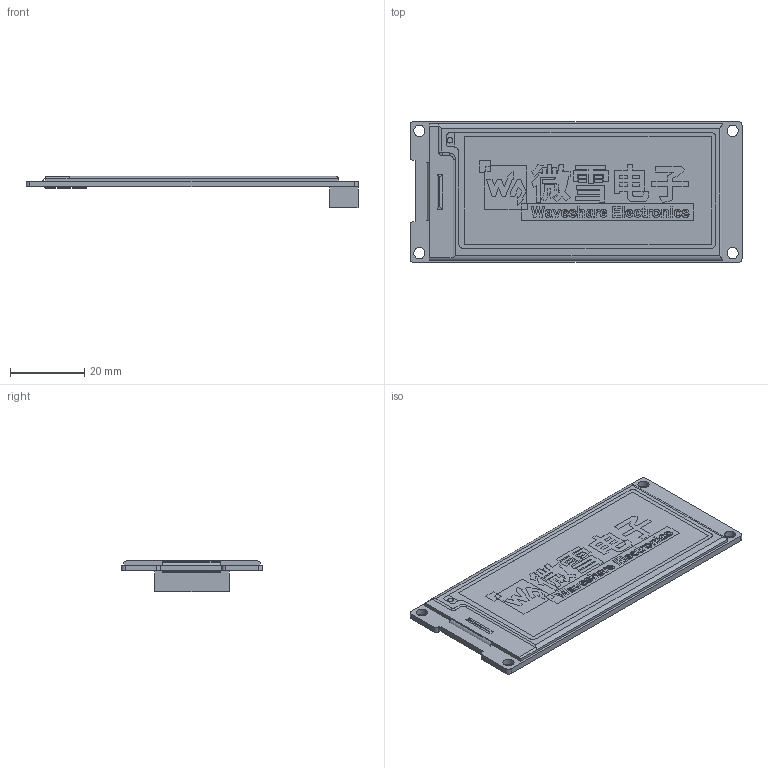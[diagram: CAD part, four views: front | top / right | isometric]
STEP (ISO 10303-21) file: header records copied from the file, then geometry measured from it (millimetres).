
FILE_DESCRIPTION(/* description */ (''),/* implementation_level */ '2;1');
FILE_NAME(/* name */ 'Waveshare 2.9 epaper module.step',/* time_stamp */ '2021-02-05T10:34:14+02:00',/* author */ (''),/* organization */ (''),/* preprocessor_version */ 'ST-DEVELOPER v18.1',/* originating_system */ 'Autodesk Translation Framework v9.7.1.1290',/* authorisation */ '');
FILE_SCHEMA (('AUTOMOTIVE_DESIGN { 1 0 10303 214 3 1 1 }'));
Length unit declared in the file: millimetre
Products named in the file (3): Waveshare 2.9 epaper module; pcb; Waveshare 2.9 E-ink - Display Folded v1
Assembly tree (2 placements, depth 2):
  Waveshare 2.9 epaper module
    pcb
    Waveshare 2.9 E-ink - Display Folded v1
Bounding box: 89.5 x 38 x 8.47 mm (x, y, z)
Volume: 9867.7 mm3; surface area: 14421 mm2
Topology: 3 solids, 23 shells, 798 faces, 2033 edges, 1357 vertices
Faces by surface type: plane 666, bspline 84, cylinder 48
Full cylindrical faces by diameter (mm): 1.497 x1, 3 x4
Entity records: 28108 total; most frequent: CARTESIAN_POINT 8444, ORIENTED_EDGE 4066, DIRECTION 3399, EDGE_CURVE 2033, LINE 1771, VECTOR 1771, VERTEX_POINT 1357, EDGE_LOOP 894
